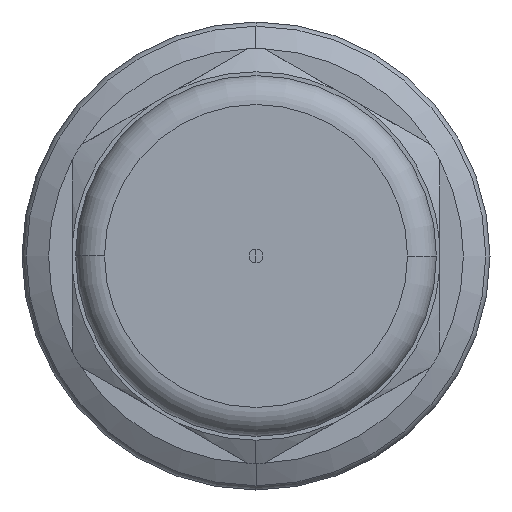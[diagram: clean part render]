
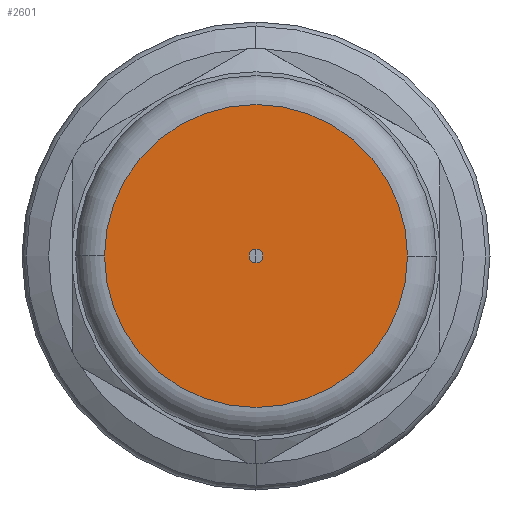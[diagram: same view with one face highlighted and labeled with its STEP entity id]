
A CAD part, left-side view. The second image highlights one B-rep face of the part: STEP entity #2601.
In plain terms, the highlighted planar face has unit normal (-1, 0, 0).
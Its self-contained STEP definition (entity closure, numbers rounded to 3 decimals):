
#198 = AXIS2_PLACEMENT_3D ( 'NONE', #3893, #2385, #1524 ) ;
#275 = VERTEX_POINT ( 'NONE', #1842 ) ;
#479 = ORIENTED_EDGE ( 'NONE', *, *, #2872, .T. ) ;
#871 = CARTESIAN_POINT ( 'NONE',  ( -22.1, -0.6, 0. ) ) ;
#1069 = EDGE_LOOP ( 'NONE', ( #6854, #2845 ) ) ;
#1524 = DIRECTION ( 'NONE',  ( 0., 1., 0. ) ) ;
#1767 = FACE_BOUND ( 'NONE', #6109, .T. ) ;
#1842 = CARTESIAN_POINT ( 'NONE',  ( -22.1, 0.6, 0. ) ) ;
#2036 = VERTEX_POINT ( 'NONE', #6878 ) ;
#2227 = CARTESIAN_POINT ( 'NONE',  ( -22.1, 13.075, 0. ) ) ;
#2385 = DIRECTION ( 'NONE',  ( -1., 0., 0. ) ) ;
#2446 = DIRECTION ( 'NONE',  ( 1., 0., 0. ) ) ;
#2601 = ADVANCED_FACE ( 'NONE', ( #1767, #7772 ), #7756, .T. ) ;
#2845 = ORIENTED_EDGE ( 'NONE', *, *, #3361, .F. ) ;
#2872 = EDGE_CURVE ( 'NONE', #275, #5977, #7145, .T. ) ;
#3361 = EDGE_CURVE ( 'NONE', #8811, #2036, #6690, .T. ) ;
#3390 = CARTESIAN_POINT ( 'NONE',  ( -22.1, 0., 0. ) ) ;
#3422 = DIRECTION ( 'NONE',  ( 1., 0., 0. ) ) ;
#3893 = CARTESIAN_POINT ( 'NONE',  ( -22.1, -0.6, 0. ) ) ;
#4007 = CARTESIAN_POINT ( 'NONE',  ( -22.1, 0., 0. ) ) ;
#4057 = EDGE_CURVE ( 'NONE', #2036, #8811, #7392, .T. ) ;
#4084 = AXIS2_PLACEMENT_3D ( 'NONE', #4007, #2446, #7900 ) ;
#4391 = EDGE_CURVE ( 'NONE', #5977, #275, #9477, .T. ) ;
#4992 = DIRECTION ( 'NONE',  ( 1., 0., 0. ) ) ;
#5245 = AXIS2_PLACEMENT_3D ( 'NONE', #9006, #4992, #7363 ) ;
#5789 = CARTESIAN_POINT ( 'NONE',  ( -22.1, 0., 0. ) ) ;
#5977 = VERTEX_POINT ( 'NONE', #871 ) ;
#6109 = EDGE_LOOP ( 'NONE', ( #8543, #479 ) ) ;
#6690 = CIRCLE ( 'NONE', #8726, 13.075 ) ;
#6702 = DIRECTION ( 'NONE',  ( 0., -1., 0. ) ) ;
#6854 = ORIENTED_EDGE ( 'NONE', *, *, #4057, .F. ) ;
#6878 = CARTESIAN_POINT ( 'NONE',  ( -22.1, -13.075, 0. ) ) ;
#7145 = CIRCLE ( 'NONE', #5245, 0.6 ) ;
#7363 = DIRECTION ( 'NONE',  ( 0., -1., 0. ) ) ;
#7392 = CIRCLE ( 'NONE', #10052, 13.075 ) ;
#7426 = DIRECTION ( 'NONE',  ( 1., 0., 0. ) ) ;
#7756 = PLANE ( 'NONE',  #198 ) ;
#7772 = FACE_OUTER_BOUND ( 'NONE', #1069, .T. ) ;
#7900 = DIRECTION ( 'NONE',  ( 0., -1., 0. ) ) ;
#8543 = ORIENTED_EDGE ( 'NONE', *, *, #4391, .T. ) ;
#8726 = AXIS2_PLACEMENT_3D ( 'NONE', #5789, #7426, #6702 ) ;
#8811 = VERTEX_POINT ( 'NONE', #2227 ) ;
#8955 = DIRECTION ( 'NONE',  ( 0., -1., 0. ) ) ;
#9006 = CARTESIAN_POINT ( 'NONE',  ( -22.1, 0., 0. ) ) ;
#9477 = CIRCLE ( 'NONE', #4084, 0.6 ) ;
#10052 = AXIS2_PLACEMENT_3D ( 'NONE', #3390, #3422, #8955 ) ;
